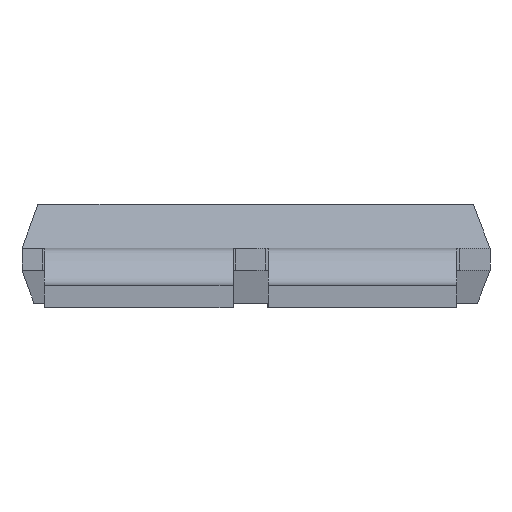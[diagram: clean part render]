
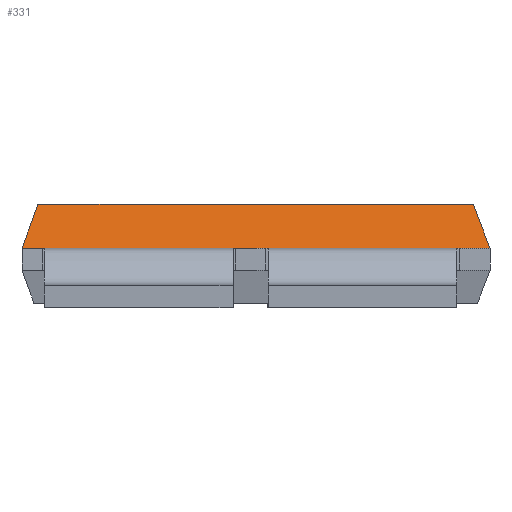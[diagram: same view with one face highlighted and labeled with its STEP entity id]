
A CAD part, front view. The second image highlights one B-rep face of the part: STEP entity #331.
In plain terms, the highlighted free-form (B-spline) face has degree [1, 1] with [2, 2] control points.
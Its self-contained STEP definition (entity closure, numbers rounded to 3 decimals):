
#44=B_SPLINE_SURFACE_WITH_KNOTS('',1,1,((#4596,#4597),(#4598,#4599)),
 .UNSPECIFIED.,.F.,.F.,.F.,(2,2),(2,2),(0.,10.664),(0.,1.101),
 .UNSPECIFIED.);
#331=ADVANCED_FACE('',(#526),#44,.T.);
#526=FACE_OUTER_BOUND('',#721,.T.);
#721=EDGE_LOOP('',(#963,#964,#965,#966));
#963=ORIENTED_EDGE('',*,*,#2078,.F.);
#964=ORIENTED_EDGE('',*,*,#2080,.F.);
#965=ORIENTED_EDGE('',*,*,#2079,.F.);
#966=ORIENTED_EDGE('',*,*,#2074,.T.);
#2074=EDGE_CURVE('',#3476,#3474,#2776,.T.);
#2078=EDGE_CURVE('',#3478,#3474,#2780,.T.);
#2079=EDGE_CURVE('',#3476,#3479,#2781,.T.);
#2080=EDGE_CURVE('',#3479,#3478,#2782,.T.);
#2776=B_SPLINE_CURVE_WITH_KNOTS('',1,(#4800,#4801),.UNSPECIFIED.,.F.,.F.,
(2,2),(-1.096,0.),.UNSPECIFIED.);
#2780=B_SPLINE_CURVE_WITH_KNOTS('',1,(#4808,#4809),.UNSPECIFIED.,.F.,.F.,
(2,2),(-10.664,0.),.UNSPECIFIED.);
#2781=B_SPLINE_CURVE_WITH_KNOTS('',1,(#4810,#4811),.UNSPECIFIED.,.F.,.F.,
(2,2),(0.,10.664),.UNSPECIFIED.);
#2782=B_SPLINE_CURVE_WITH_KNOTS('',1,(#4812,#4813),.UNSPECIFIED.,.F.,.F.,
(2,2),(-1.101,0.),.UNSPECIFIED.);
#3474=VERTEX_POINT('',#4645);
#3476=VERTEX_POINT('',#4647);
#3478=VERTEX_POINT('',#4649);
#3479=VERTEX_POINT('',#4650);
#4596=CARTESIAN_POINT('',(-5.214,-3.75,1.35));
#4597=CARTESIAN_POINT('',(-4.851,-3.489,2.35));
#4598=CARTESIAN_POINT('',(5.45,-3.75,1.35));
#4599=CARTESIAN_POINT('',(5.07,-3.489,2.35));
#4645=CARTESIAN_POINT('',(-5.214,-3.75,1.35));
#4647=CARTESIAN_POINT('',(-4.851,-3.489,2.35));
#4649=CARTESIAN_POINT('',(5.45,-3.75,1.35));
#4650=CARTESIAN_POINT('',(5.07,-3.489,2.35));
#4800=CARTESIAN_POINT('',(-4.851,-3.489,2.35));
#4801=CARTESIAN_POINT('',(-5.214,-3.75,1.35));
#4808=CARTESIAN_POINT('',(5.45,-3.75,1.35));
#4809=CARTESIAN_POINT('',(-5.214,-3.75,1.35));
#4810=CARTESIAN_POINT('',(-4.851,-3.489,2.35));
#4811=CARTESIAN_POINT('',(5.07,-3.489,2.35));
#4812=CARTESIAN_POINT('',(5.07,-3.489,2.35));
#4813=CARTESIAN_POINT('',(5.45,-3.75,1.35));
